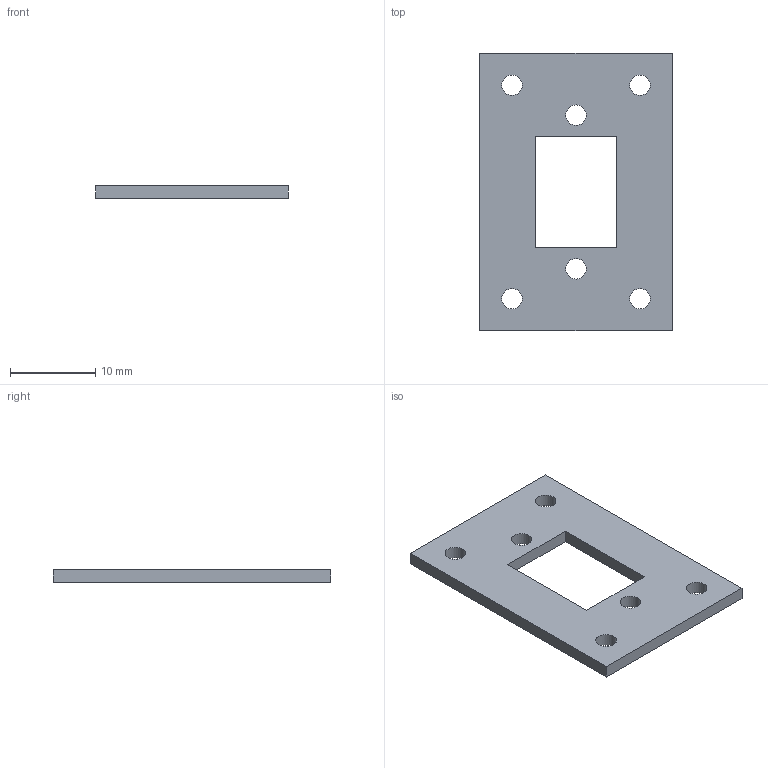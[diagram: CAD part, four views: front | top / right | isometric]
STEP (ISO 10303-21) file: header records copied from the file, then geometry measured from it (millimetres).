
FILE_DESCRIPTION(('KiCad electronic assembly'),'2;1');
FILE_NAME( 'FP_1550_Fiber_Optic_Adapter_Mounting_Plate_Type_1_r0_1rc1.step', '2024-02-05T13:29:42',('Pcbnew'),('Kicad'), 'Open CASCADE STEP processor 7.6','KiCad to STEP converter','Unknown' );
FILE_SCHEMA(('AUTOMOTIVE_DESIGN { 1 0 10303 214 1 1 1 1 }'));
Length unit declared in the file: millimetre
Products named in the file (2): FP_1550_Fiber_Optic_Adapter_Mounting_Plate_Type_1_r0_1rc1 1; kirdy_fp_fiber_optic_ adapter_mounting_plate_type_1 PCB
Assembly tree (1 placements, depth 2):
  FP_1550_Fiber_Optic_Adapter_Mounting_Plate_Type_1_r0_1rc1 1
    kirdy_fp_fiber_optic_ adapter_mounting_plate_type_1 PCB
Bounding box: 22.5 x 32.5 x 1.5 mm (x, y, z)
Volume: 867.5 mm3; surface area: 1457.7 mm2
Topology: 1 solids, 1 shells, 16 faces, 42 edges, 28 vertices
Faces by surface type: plane 10, cylinder 6
Full cylindrical faces by diameter (mm): 2.4 x6
Entity records: 1155 total; most frequent: CARTESIAN_POINT 244, DIRECTION 162, LINE 102, VECTOR 102, ORIENTED_EDGE 84, PCURVE 84, DEFINITIONAL_REPRESENTATION 84, EDGE_CURVE 42
